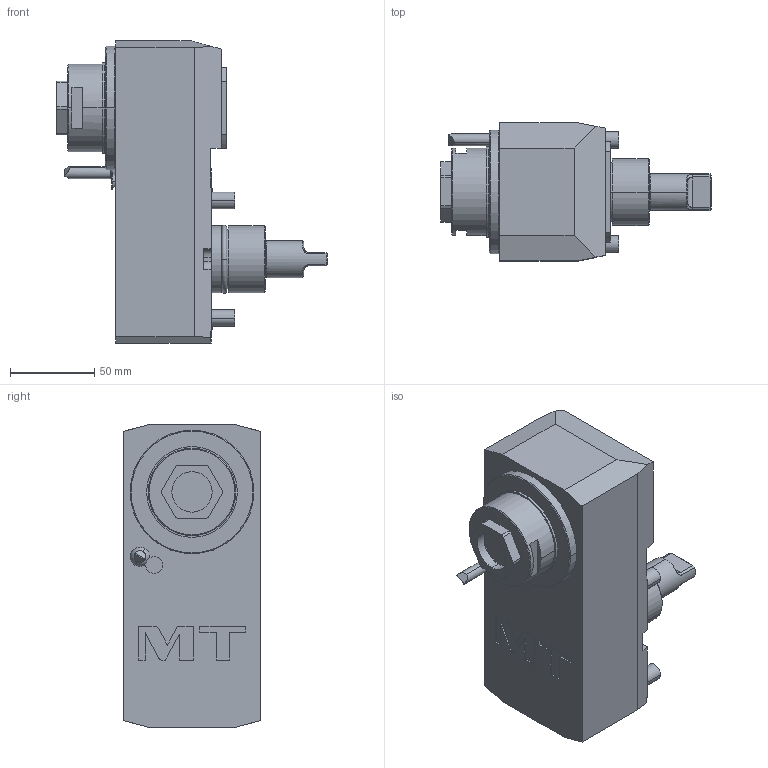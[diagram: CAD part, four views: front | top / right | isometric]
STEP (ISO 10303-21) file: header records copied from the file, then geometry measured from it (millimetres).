
FILE_DESCRIPTION((''),'2;1');
FILE_NAME('MNZ0060132_CONF','2023-02-21T12:04:23',('sterribile'),('M.T. srl'),'CREO PARAMETRIC BY PTC INC, 2021072','CREO PARAMETRIC BY PTC INC, 2021072','');
FILE_SCHEMA(('CONFIG_CONTROL_DESIGN'));
Length unit declared in the file: millimetre
Products named in the file (1): MNZ0060132_CONF
Bounding box: 161.03 x 82 x 180 mm (x, y, z)
Volume: 989320.9 mm3; surface area: 85757.8 mm2
Topology: 1 solids, 1 shells, 254 faces, 638 edges, 418 vertices
Faces by surface type: plane 136, cylinder 88, cone 14, torus 8, bspline 4, sphere 2, extrusion 2
Entity records: 8224 total; most frequent: CARTESIAN_POINT 1966, DIRECTION 1316, ORIENTED_EDGE 1276, EDGE_CURVE 638, AXIS2_PLACEMENT_3D 472, VERTEX_POINT 418, VECTOR 372, LINE 370
